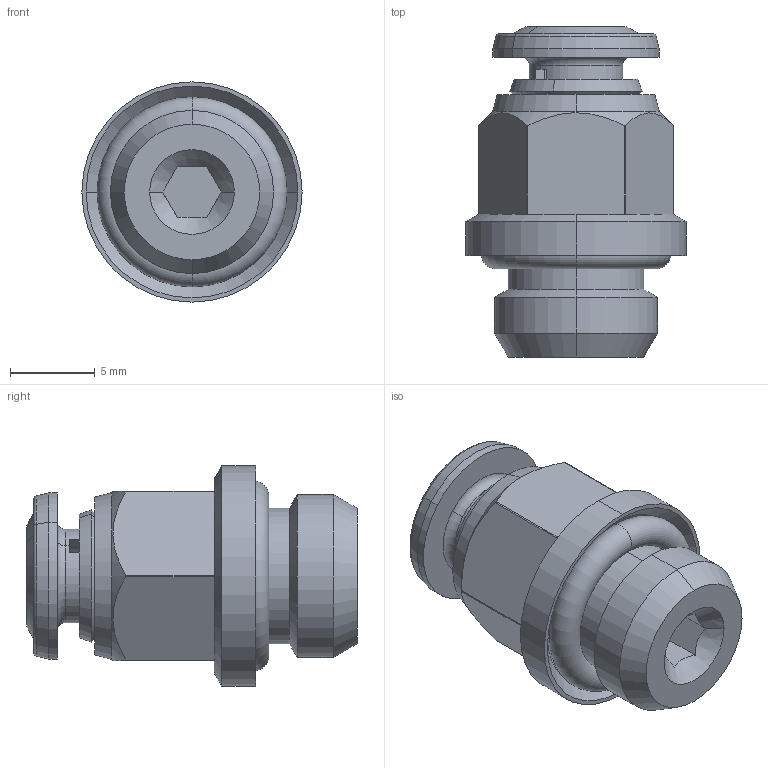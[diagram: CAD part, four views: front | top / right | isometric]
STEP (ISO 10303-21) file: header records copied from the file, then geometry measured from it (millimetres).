
FILE_DESCRIPTION (( 'STEP AP214' ), '1' );
FILE_NAME ('6002000001.step', '2012-10-16T16:30:55', ( '' ), ( '' ), 'SwSTEP 2.0', 'SolidWorks 2012', '' );
FILE_SCHEMA (( 'AUTOMOTIVE_DESIGN' ));
Length unit declared in the file: millimetre
Products named in the file (1): 6002000001
Bounding box: 13 x 19.5 x 13 mm (x, y, z)
Volume: 1390.5 mm3; surface area: 1160.4 mm2
Topology: 1 solids, 1 shells, 91 faces, 220 edges, 136 vertices
Faces by surface type: plane 33, cone 26, cylinder 20, torus 12
Entity records: 3807 total; most frequent: CARTESIAN_POINT 598, DIRECTION 486, ORIENTED_EDGE 440, EDGE_CURVE 220, AXIS2_PLACEMENT_3D 200, VERTEX_POINT 136, CIRCLE 108, EDGE_LOOP 100
